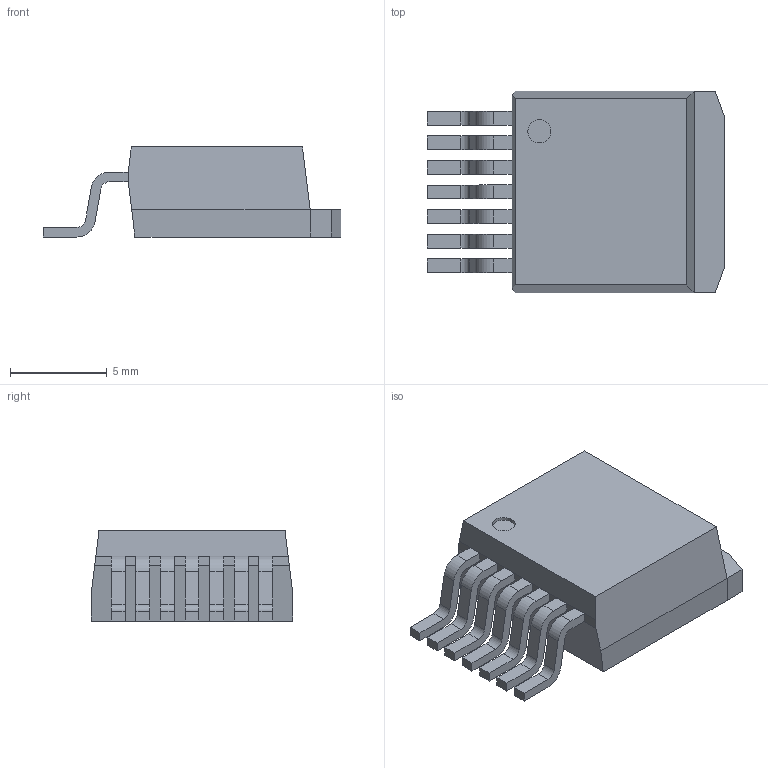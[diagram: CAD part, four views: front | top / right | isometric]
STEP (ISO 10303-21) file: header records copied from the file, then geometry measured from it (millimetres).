
FILE_DESCRIPTION((''),'2;1');
FILE_NAME('TO127P1524X465-8N-R840X1050.stp','2013-02-26T11:47:50',(''),(''),'Mechanical Desktop 2011','Mechanical Desktop 2011',', , ');
FILE_SCHEMA(('AUTOMOTIVE_DESIGN { 1 2 10303 214 1 1 1 1 }'));
Length unit declared in the file: millimetre
Products named in the file (1): Product
Bounding box: 15.37 x 10.41 x 4.65 mm (x, y, z)
Volume: 468.1 mm3; surface area: 691.3 mm2
Topology: 10 solids, 10 shells, 139 faces, 350 edges, 232 vertices
Faces by surface type: plane 102, cylinder 30, bspline 7
Entity records: 4175 total; most frequent: CARTESIAN_POINT 743, ORIENTED_EDGE 700, DIRECTION 676, EDGE_CURVE 350, VECTOR 290, LINE 290, VERTEX_POINT 232, AXIS2_PLACEMENT_3D 193
